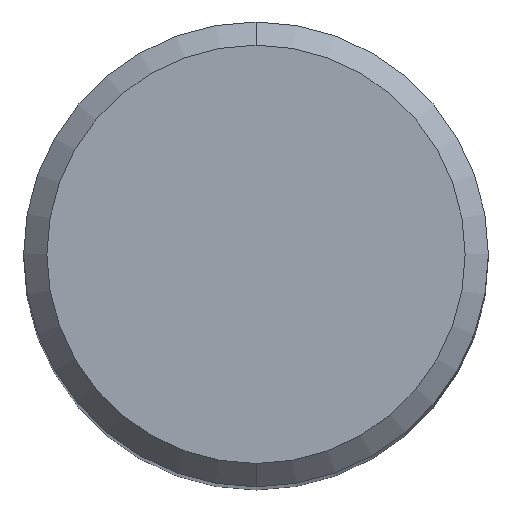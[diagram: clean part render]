
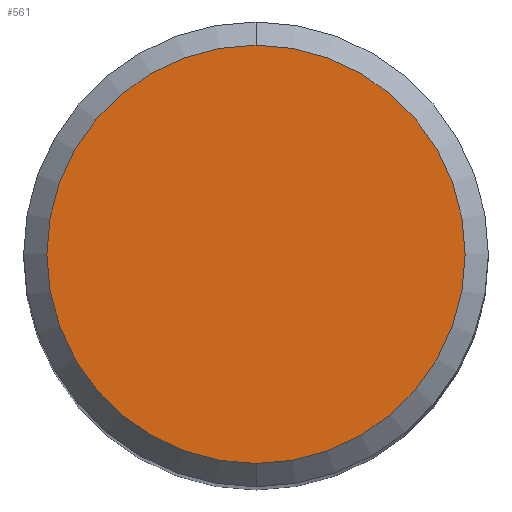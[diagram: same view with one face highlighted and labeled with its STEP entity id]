
A CAD part, top view. The second image highlights one B-rep face of the part: STEP entity #561.
In plain terms, the highlighted planar face has unit normal (0, 0, 1).
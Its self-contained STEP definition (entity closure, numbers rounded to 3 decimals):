
#377=EDGE_CURVE('',#823,#679,#1015,.T.);
#561=ADVANCED_FACE('',(#1216),#1217,.T.);
#679=VERTEX_POINT('',#1345);
#823=VERTEX_POINT('',#1501);
#827=EDGE_CURVE('',#679,#823,#1505,.T.);
#1015=CIRCLE('',#1872,4.5);
#1216=FACE_OUTER_BOUND('',#4087,.T.);
#1217=PLANE('',#4088);
#1345=CARTESIAN_POINT('',(0.,-4.5,0.0));
#1501=CARTESIAN_POINT('',(0.0,4.5,0.0));
#1505=CIRCLE('',#6995,4.5);
#1872=AXIS2_PLACEMENT_3D('',#7674,#7675,#7676);
#4087=EDGE_LOOP('',(#7870,#7871));
#4088=AXIS2_PLACEMENT_3D('',#7872,#7873,#7874);
#6995=AXIS2_PLACEMENT_3D('',#8165,#8166,#8167);
#7674=CARTESIAN_POINT('',(0.0,0.0,0.0));
#7675=DIRECTION('',(0.0,0.0,-1.0));
#7676=DIRECTION('',(0.0,1.0,0.0));
#7870=ORIENTED_EDGE('',*,*,#377,.F.);
#7871=ORIENTED_EDGE('',*,*,#827,.F.);
#7872=CARTESIAN_POINT('',(0.0,2.25,0.0));
#7873=DIRECTION('',(-0.0,0.0,1.0));
#7874=DIRECTION('',(0.0,-1.0,0.0));
#8165=CARTESIAN_POINT('',(0.0,0.0,0.0));
#8166=DIRECTION('',(0.0,0.0,-1.0));
#8167=DIRECTION('',(0.0,1.0,0.0));
